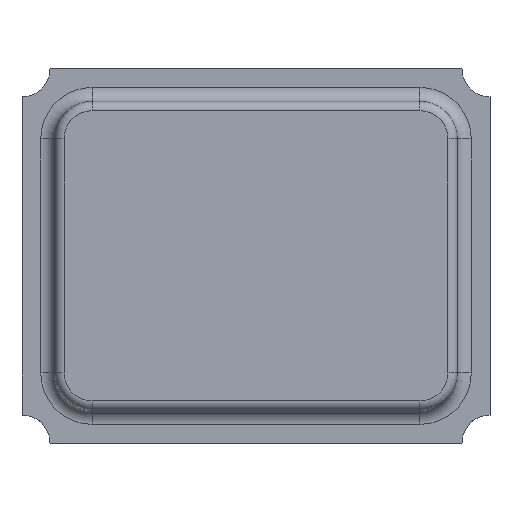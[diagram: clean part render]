
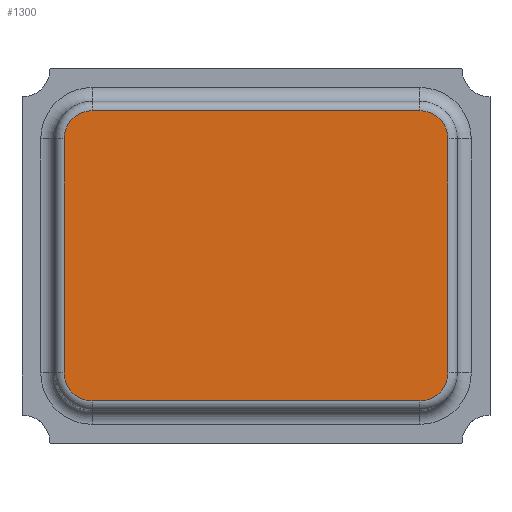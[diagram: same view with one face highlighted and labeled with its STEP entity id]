
A CAD part, top view. The second image highlights one B-rep face of the part: STEP entity #1300.
In plain terms, the highlighted planar face has unit normal (0, 0, 1).
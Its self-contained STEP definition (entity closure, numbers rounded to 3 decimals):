
#39=PLANE('',#1422);
#106=FACE_OUTER_BOUND('',#179,.T.);
#179=EDGE_LOOP('',(#975,#976,#977,#978,#979,#980,#981,#982));
#247=LINE('',#1969,#386);
#249=LINE('',#1979,#388);
#251=LINE('',#1991,#390);
#252=LINE('',#1998,#391);
#386=VECTOR('',#1590,10.);
#388=VECTOR('',#1602,10.);
#390=VECTOR('',#1616,10.);
#391=VECTOR('',#1627,10.);
#529=CIRCLE('',#1400,0.15);
#533=CIRCLE('',#1406,0.15);
#537=CIRCLE('',#1412,0.15);
#541=CIRCLE('',#1418,0.15);
#587=VERTEX_POINT('',#1961);
#588=VERTEX_POINT('',#1963);
#589=VERTEX_POINT('',#1967);
#590=VERTEX_POINT('',#1971);
#591=VERTEX_POINT('',#1975);
#593=VERTEX_POINT('',#1981);
#595=VERTEX_POINT('',#1987);
#597=VERTEX_POINT('',#1993);
#722=EDGE_CURVE('',#587,#588,#529,.T.);
#725=EDGE_CURVE('',#588,#589,#247,.T.);
#727=EDGE_CURVE('',#589,#590,#533,.T.);
#730=EDGE_CURVE('',#590,#591,#249,.T.);
#733=EDGE_CURVE('',#591,#593,#537,.T.);
#736=EDGE_CURVE('',#593,#595,#251,.T.);
#739=EDGE_CURVE('',#595,#597,#541,.T.);
#740=EDGE_CURVE('',#597,#587,#252,.T.);
#975=ORIENTED_EDGE('',*,*,#722,.F.);
#976=ORIENTED_EDGE('',*,*,#740,.F.);
#977=ORIENTED_EDGE('',*,*,#739,.F.);
#978=ORIENTED_EDGE('',*,*,#736,.F.);
#979=ORIENTED_EDGE('',*,*,#733,.F.);
#980=ORIENTED_EDGE('',*,*,#730,.F.);
#981=ORIENTED_EDGE('',*,*,#727,.F.);
#982=ORIENTED_EDGE('',*,*,#725,.F.);
#1300=ADVANCED_FACE('',(#106),#39,.T.);
#1400=AXIS2_PLACEMENT_3D('',#1964,#1582,#1583);
#1406=AXIS2_PLACEMENT_3D('',#1973,#1595,#1596);
#1412=AXIS2_PLACEMENT_3D('',#1985,#1609,#1610);
#1418=AXIS2_PLACEMENT_3D('',#1996,#1623,#1624);
#1422=AXIS2_PLACEMENT_3D('',#2003,#1634,#1635);
#1582=DIRECTION('center_axis',(0.,0.,-1.));
#1583=DIRECTION('ref_axis',(0.707,-0.707,0.));
#1590=DIRECTION('',(-1.,0.,0.));
#1595=DIRECTION('center_axis',(0.,0.,-1.));
#1596=DIRECTION('ref_axis',(-0.707,-0.707,0.));
#1602=DIRECTION('',(0.,1.,0.));
#1609=DIRECTION('center_axis',(0.,0.,-1.));
#1610=DIRECTION('ref_axis',(-0.707,0.707,0.));
#1616=DIRECTION('',(1.,0.,0.));
#1623=DIRECTION('center_axis',(0.,0.,-1.));
#1624=DIRECTION('ref_axis',(0.707,0.707,0.));
#1627=DIRECTION('',(0.,-1.,0.));
#1634=DIRECTION('center_axis',(0.,0.,1.));
#1635=DIRECTION('ref_axis',(1.,0.,0.));
#1961=CARTESIAN_POINT('',(1.025,-0.625,0.85));
#1963=CARTESIAN_POINT('',(0.875,-0.775,0.85));
#1964=CARTESIAN_POINT('Origin',(0.875,-0.625,0.85));
#1967=CARTESIAN_POINT('',(-0.875,-0.775,0.85));
#1969=CARTESIAN_POINT('',(-0.538,-0.775,0.85));
#1971=CARTESIAN_POINT('',(-1.025,-0.625,0.85));
#1973=CARTESIAN_POINT('Origin',(-0.875,-0.625,0.85));
#1975=CARTESIAN_POINT('',(-1.025,0.625,0.85));
#1979=CARTESIAN_POINT('',(-1.025,0.412,0.85));
#1981=CARTESIAN_POINT('',(-0.875,0.775,0.85));
#1985=CARTESIAN_POINT('Origin',(-0.875,0.625,0.85));
#1987=CARTESIAN_POINT('',(0.875,0.775,0.85));
#1991=CARTESIAN_POINT('',(0.537,0.775,0.85));
#1993=CARTESIAN_POINT('',(1.025,0.625,0.85));
#1996=CARTESIAN_POINT('Origin',(0.875,0.625,0.85));
#1998=CARTESIAN_POINT('',(1.025,-0.412,0.85));
#2003=CARTESIAN_POINT('Origin',(0.,0.,
0.85));
